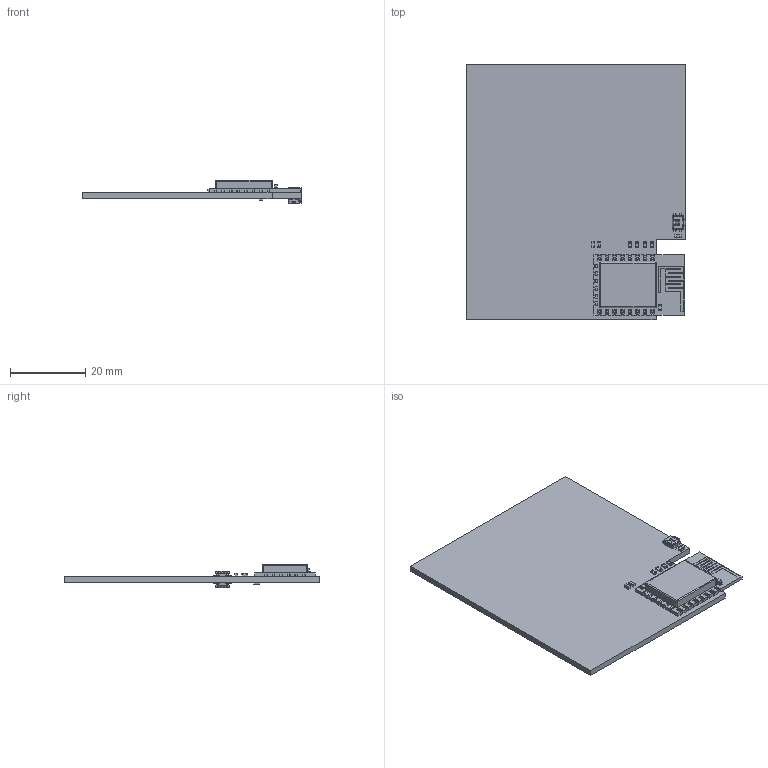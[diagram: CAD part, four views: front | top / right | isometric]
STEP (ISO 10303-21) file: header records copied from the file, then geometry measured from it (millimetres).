
FILE_DESCRIPTION(('KiCad electronic assembly'),'2;1');
FILE_NAME('Digital_module_v3_wo3D.step','2022-01-08T01:55:59',( 'An Author'),('A Company'),'Open CASCADE STEP processor 6.9', 'KiCad to STEP converter','Unknown');
FILE_SCHEMA(('AUTOMOTIVE_DESIGN { 1 0 10303 214 1 1 1 1 }'));
Length unit declared in the file: millimetre
Products named in the file (10): Open CASCADE STEP translator 6.9 1; R_0603_1608Metric; SOLID; EVQP7-JA-01P; SHELL; C_0603_1608Metric; ESP-12E; COMPOUND
Assembly tree (16 placements, depth 3):
  Open CASCADE STEP translator 6.9 1
    R_0603_1608Metric  x5
      SOLID
    EVQP7-JA-01P  x2
      SHELL
    C_0603_1608Metric  x3
      SOLID
    ESP-12E
      COMPOUND
    COMPOUND
Bounding box: 58.29 x 67.8 x 6.25 mm (x, y, z)
Volume: 6813.8 mm3; surface area: 9655.3 mm2
Topology: 57 solids, 59 shells, 1398 faces, 3817 edges, 2524 vertices
Faces by surface type: plane 1060, cylinder 334, sphere 4
Full cylindrical faces by diameter (mm): 0.65 x16, 0.7 x18
Entity records: 69581 total; most frequent: CARTESIAN_POINT 16438, DIRECTION 8610, LINE 5854, VECTOR 5854, ORIENTED_EDGE 4650, PCURVE 4650, DEFINITIONAL_REPRESENTATION 4650, EDGE_CURVE 2359
